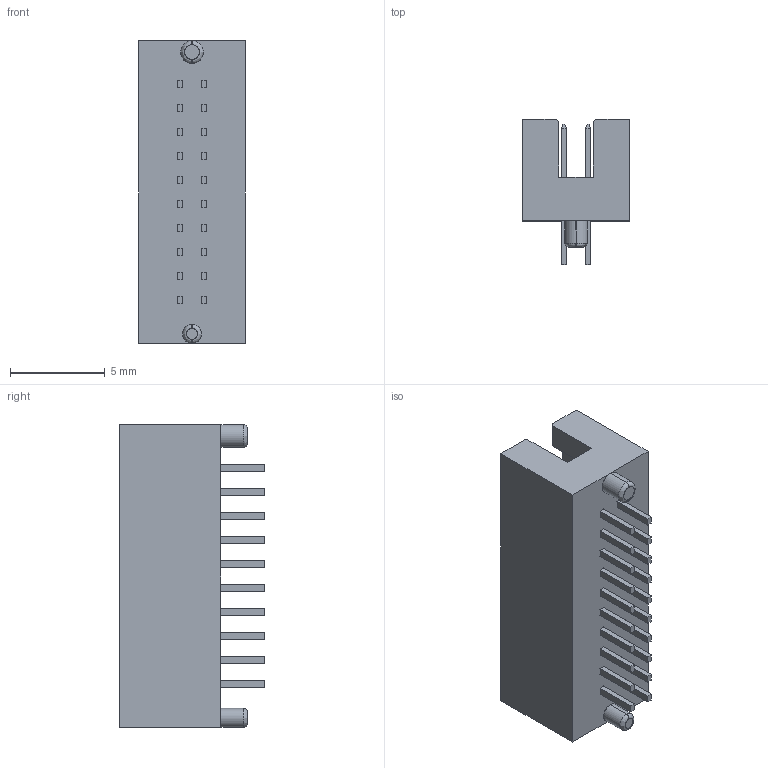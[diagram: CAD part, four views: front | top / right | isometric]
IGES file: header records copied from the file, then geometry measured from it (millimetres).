
Start section: SolidWorks IGES file using analytic representation for surfaces
Global section: file name: PTSHS-5-D-AP.IGS; native system: SolidWorks 2014; preprocessor: SolidWorks 2014; author: ewilson; date: 140805.093543; units: inch
Bounding box: 5.64 x 7.65 x 15.95 mm (x, y, z)
Surface area: 768.8 mm2 (no closed solid volume)
Topology: 0 solids, 0 shells, 401 faces, 1860 edges, 1858 vertices
Faces by surface type: bspline 397, revolution 4
